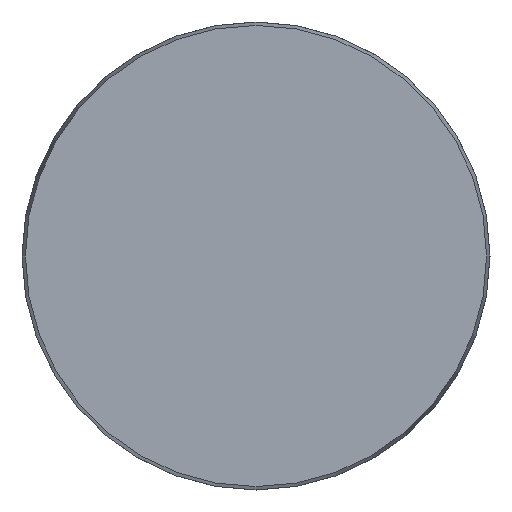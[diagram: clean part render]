
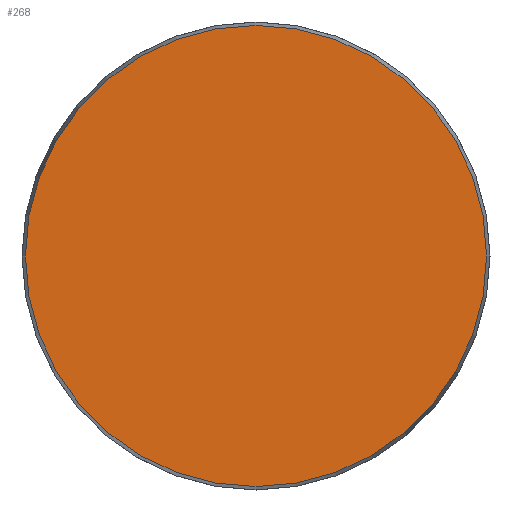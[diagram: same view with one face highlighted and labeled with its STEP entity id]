
A CAD part, front view. The second image highlights one B-rep face of the part: STEP entity #268.
In plain terms, the highlighted planar face has unit normal (0, -1, 0).
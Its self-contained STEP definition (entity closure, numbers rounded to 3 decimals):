
#8 = DIRECTION ( 'NONE',  ( 0., 0., 1. ) ) ;
#10 = DIRECTION ( 'NONE',  ( 0., 1., 0. ) ) ;
#42 = AXIS2_PLACEMENT_3D ( 'NONE', #54, #433, #280 ) ;
#54 = CARTESIAN_POINT ( 'NONE',  ( 0., 0., 0. ) ) ;
#57 = PLANE ( 'NONE',  #431 ) ;
#100 = EDGE_LOOP ( 'NONE', ( #364 ) ) ;
#105 = CARTESIAN_POINT ( 'NONE',  ( -38.425, 0., 0. ) ) ;
#122 = VERTEX_POINT ( 'NONE', #330 ) ;
#264 = FACE_OUTER_BOUND ( 'NONE', #100, .T. ) ;
#268 = ADVANCED_FACE ( 'NONE', ( #264 ), #57, .F. ) ;
#280 = DIRECTION ( 'NONE',  ( 0., 0., -1. ) ) ;
#330 = CARTESIAN_POINT ( 'NONE',  ( 0., 0., -38.425 ) ) ;
#364 = ORIENTED_EDGE ( 'NONE', *, *, #550, .T. ) ;
#397 = CIRCLE ( 'NONE', #42, 38.425 ) ;
#431 = AXIS2_PLACEMENT_3D ( 'NONE', #105, #10, #8 ) ;
#433 = DIRECTION ( 'NONE',  ( 0., -1., 0. ) ) ;
#550 = EDGE_CURVE ( 'NONE', #122, #122, #397, .T. ) ;
